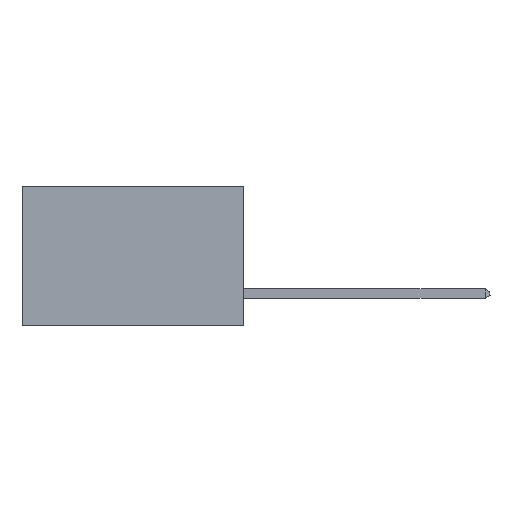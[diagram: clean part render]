
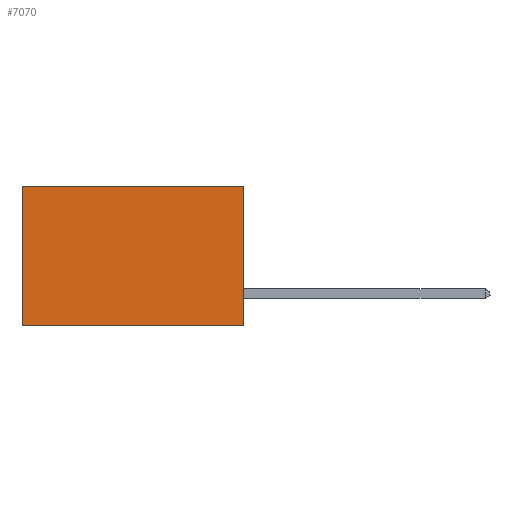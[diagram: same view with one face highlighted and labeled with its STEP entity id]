
A CAD part, left-side view. The second image highlights one B-rep face of the part: STEP entity #7070.
In plain terms, the highlighted planar face has unit normal (-1, 0, 0).
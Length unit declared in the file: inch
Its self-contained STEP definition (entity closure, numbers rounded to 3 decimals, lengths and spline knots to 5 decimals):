
#8 = CARTESIAN_POINT ( 'NONE',  ( 0.277, 0., -0.37 ) ) ;
#9 = DIRECTION ( 'NONE',  ( 0., 0., -1. ) ) ;
#196 = PLANE ( 'NONE',  #7825 ) ;
#420 = EDGE_CURVE ( 'NONE', #21907, #8485, #10582, .T. ) ;
#881 = EDGE_CURVE ( 'NONE', #23572, #13992, #23271, .T. ) ;
#1760 = DIRECTION ( 'NONE',  ( 0., 0., -1. ) ) ;
#2043 = CARTESIAN_POINT ( 'NONE',  ( 0.277, 0., 0. ) ) ;
#4340 = CARTESIAN_POINT ( 'NONE',  ( 0.277, 0., -0.37 ) ) ;
#5275 = CARTESIAN_POINT ( 'NONE',  ( 0.277, 0., -0.37 ) ) ;
#7070 = ADVANCED_FACE ( 'NONE', ( #15176 ), #196, .F. ) ;
#7419 = ORIENTED_EDGE ( 'NONE', *, *, #14600, .F. ) ;
#7825 = AXIS2_PLACEMENT_3D ( 'NONE', #8, #20281, #19669 ) ;
#8301 = CARTESIAN_POINT ( 'NONE',  ( 0.277, 0.59, -0.37 ) ) ;
#8485 = VERTEX_POINT ( 'NONE', #10213 ) ;
#10213 = CARTESIAN_POINT ( 'NONE',  ( 0.277, 0.59, -0.37 ) ) ;
#10568 = LINE ( 'NONE', #5275, #20215 ) ;
#10582 = LINE ( 'NONE', #8301, #19092 ) ;
#10843 = ORIENTED_EDGE ( 'NONE', *, *, #881, .F. ) ;
#12402 = ORIENTED_EDGE ( 'NONE', *, *, #420, .T. ) ;
#13992 = VERTEX_POINT ( 'NONE', #20078 ) ;
#14200 = VECTOR ( 'NONE', #9, 39.37008 ) ;
#14600 = EDGE_CURVE ( 'NONE', #13992, #8485, #10568, .T. ) ;
#15176 = FACE_OUTER_BOUND ( 'NONE', #22548, .T. ) ;
#17165 = EDGE_CURVE ( 'NONE', #23572, #21907, #20392, .T. ) ;
#19092 = VECTOR ( 'NONE', #1760, 39.37008 ) ;
#19669 = DIRECTION ( 'NONE',  ( 0., 0., -1. ) ) ;
#19832 = VECTOR ( 'NONE', #20866, 39.37008 ) ;
#20078 = CARTESIAN_POINT ( 'NONE',  ( 0.277, 0., -0.37 ) ) ;
#20215 = VECTOR ( 'NONE', #23546, 39.37008 ) ;
#20281 = DIRECTION ( 'NONE',  ( 1., 0., 0. ) ) ;
#20392 = LINE ( 'NONE', #2043, #19832 ) ;
#20536 = ORIENTED_EDGE ( 'NONE', *, *, #17165, .T. ) ;
#20866 = DIRECTION ( 'NONE',  ( 0., 1., 0. ) ) ;
#21907 = VERTEX_POINT ( 'NONE', #23428 ) ;
#22548 = EDGE_LOOP ( 'NONE', ( #12402, #7419, #10843, #20536 ) ) ;
#22568 = CARTESIAN_POINT ( 'NONE',  ( 0.277, 0., 0. ) ) ;
#23271 = LINE ( 'NONE', #4340, #14200 ) ;
#23428 = CARTESIAN_POINT ( 'NONE',  ( 0.277, 0.59, 0. ) ) ;
#23546 = DIRECTION ( 'NONE',  ( 0., 1., 0. ) ) ;
#23572 = VERTEX_POINT ( 'NONE', #22568 ) ;
